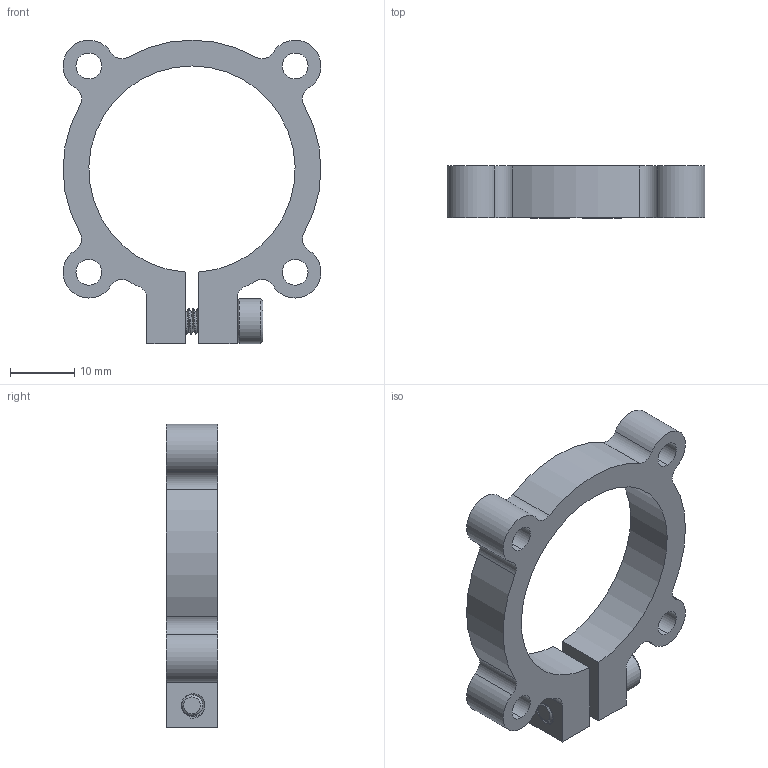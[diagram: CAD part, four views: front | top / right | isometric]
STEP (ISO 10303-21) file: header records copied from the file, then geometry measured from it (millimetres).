
FILE_DESCRIPTION (( 'STEP AP203' ), '1' );
FILE_NAME ('1305-0032-0032 assembly.STEP', '2017-04-12T18:36:49', ( '' ), ( '' ), 'SwSTEP 2.0', 'SolidWorks 2016', '' );
FILE_SCHEMA (( 'CONFIG_CONTROL_DESIGN' ));
Length unit declared in the file: millimetre
Products named in the file (3): 1305-0032-0032 assembly; 2800-0004-0014_90128A207; 1305-0032-0032
Assembly tree (2 placements, depth 2):
  1305-0032-0032 assembly
    1305-0032-0032
    2800-0004-0014_90128A207
Bounding box: 40 x 8 x 47.1 mm (x, y, z)
Volume: 5538.9 mm3; surface area: 4734.8 mm2
Topology: 2 solids, 2 shells, 188 faces, 529 edges, 347 vertices
Faces by surface type: cylinder 153, plane 18, cone 13, bspline 4
Entity records: 10863 total; most frequent: CARTESIAN_POINT 6339, ORIENTED_EDGE 1058, DIRECTION 752, EDGE_CURVE 529, VERTEX_POINT 347, AXIS2_PLACEMENT_3D 283, EDGE_LOOP 202, FACE_OUTER_BOUND 188
